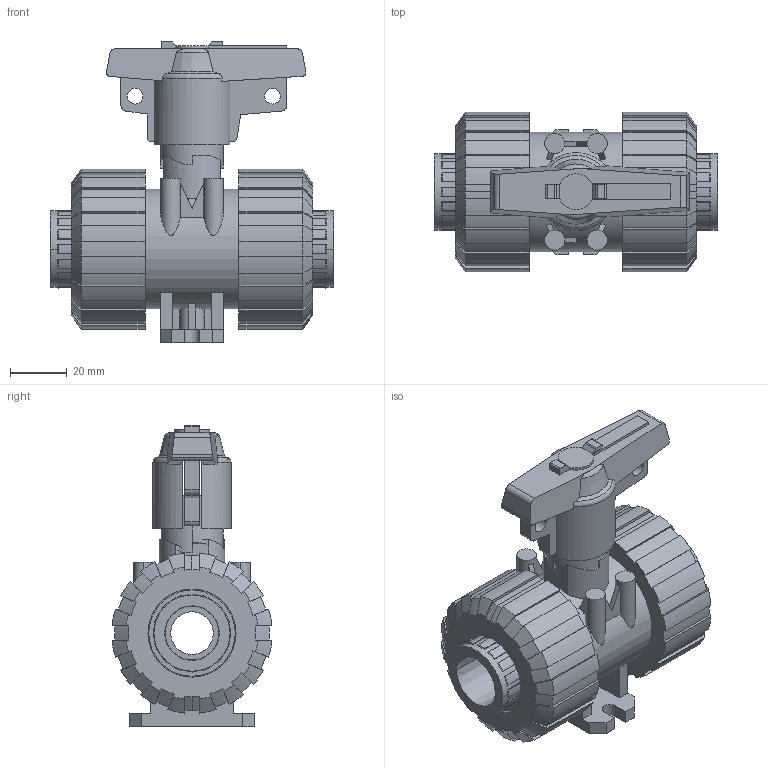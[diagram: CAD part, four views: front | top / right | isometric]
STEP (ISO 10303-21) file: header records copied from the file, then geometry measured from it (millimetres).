
FILE_DESCRIPTION(('STEP AP214'),'1');
FILE_NAME('cctmp_F6507F12-80AA-4DB8-8C57-F2E7F2E01550_2021_10_21_12_34_11_0667..stp','2021-10-21T10:34:12',('Praher Valves GmbH'),('CADClick - www.CADClick.com'),'Spatial InterOp 3D',' ','unknown authorization');
FILE_SCHEMA(('AUTOMOTIVE_DESIGN'));
Length unit declared in the file: millimetre
Products named in the file (7): cc_unnamed; 124092_5; 124092_4; 124092_3; 124092_2; 124092_1; 124092
Assembly tree (6 placements, depth 2):
  cc_unnamed
    124092_5
    124092_4
    124092_3
    124092_2
    124092_1
    124092
Bounding box: 99.6 x 56.28 x 106.17 mm (x, y, z)
Volume: 193514.4 mm3; surface area: 62437.4 mm2
Topology: 6 solids, 6 shells, 573 faces, 1656 edges, 1104 vertices
Faces by surface type: plane 279, cylinder 166, cone 120, torus 8
Entity records: 24387 total; most frequent: CARTESIAN_POINT 4585, ORIENTED_EDGE 3312, DIRECTION 3120, EDGE_CURVE 1656, AXIS2_PLACEMENT_3D 1140, VERTEX_POINT 1104, LINE 840, VECTOR 840
